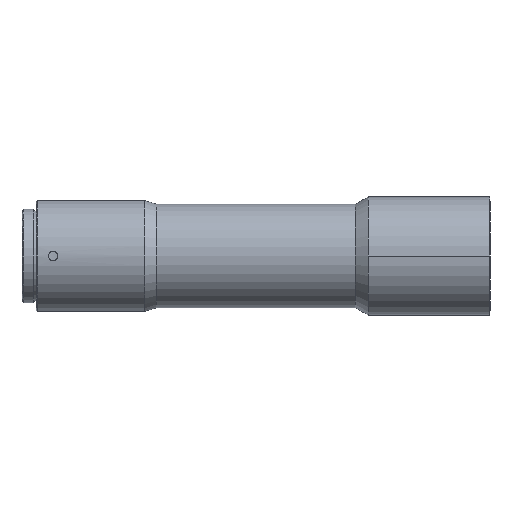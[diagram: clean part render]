
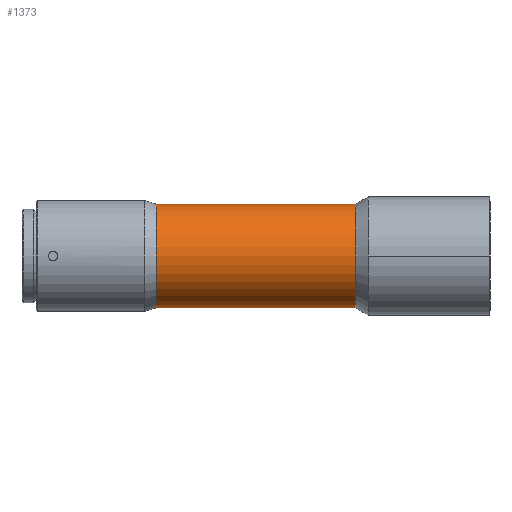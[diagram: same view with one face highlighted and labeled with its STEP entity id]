
A CAD part, front view. The second image highlights one B-rep face of the part: STEP entity #1373.
In plain terms, the highlighted cylindrical face has radius 14 mm (diameter 28 mm), a partial arc.
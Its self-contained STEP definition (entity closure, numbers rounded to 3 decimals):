
#1 = DIRECTION ( 'NONE',  ( 0., 0., 1. ) ) ;
#63 = DIRECTION ( 'NONE',  ( 0., 0., 1. ) ) ;
#65 = VECTOR ( 'NONE', #332, 1000. ) ;
#314 = AXIS2_PLACEMENT_3D ( 'NONE', #3150, #1457, #63 ) ;
#332 = DIRECTION ( 'NONE',  ( -1., 0., 0. ) ) ;
#424 = CARTESIAN_POINT ( 'NONE',  ( -23.7, 0., -14. ) ) ;
#511 = VERTEX_POINT ( 'NONE', #3275 ) ;
#644 = CIRCLE ( 'NONE', #1103, 14. ) ;
#691 = ORIENTED_EDGE ( 'NONE', *, *, #3215, .T. ) ;
#709 = LINE ( 'NONE', #2136, #65 ) ;
#796 = DIRECTION ( 'NONE',  ( -1., 0., 0. ) ) ;
#809 = CARTESIAN_POINT ( 'NONE',  ( 2.3, 0., 14. ) ) ;
#839 = EDGE_CURVE ( 'NONE', #1702, #2031, #3588, .T. ) ;
#921 = CARTESIAN_POINT ( 'NONE',  ( -23.7, 0., 14. ) ) ;
#925 = VECTOR ( 'NONE', #796, 1000. ) ;
#965 = DIRECTION ( 'NONE',  ( -1., 0., 0. ) ) ;
#1010 = ORIENTED_EDGE ( 'NONE', *, *, #4210, .T. ) ;
#1040 = ORIENTED_EDGE ( 'NONE', *, *, #3914, .F. ) ;
#1103 = AXIS2_PLACEMENT_3D ( 'NONE', #2267, #3219, #1871 ) ;
#1174 = CARTESIAN_POINT ( 'NONE',  ( -10.7, 0., -14. ) ) ;
#1344 = VERTEX_POINT ( 'NONE', #2152 ) ;
#1373 = ADVANCED_FACE ( 'NONE', ( #2936 ), #2007, .T. ) ;
#1399 = AXIS2_PLACEMENT_3D ( 'NONE', #2423, #1403, #1 ) ;
#1403 = DIRECTION ( 'NONE',  ( -1., 0., 0. ) ) ;
#1425 = CIRCLE ( 'NONE', #1399, 14. ) ;
#1457 = DIRECTION ( 'NONE',  ( -1., 0., 0. ) ) ;
#1464 = CARTESIAN_POINT ( 'NONE',  ( 11.3, 0., 14. ) ) ;
#1566 = VERTEX_POINT ( 'NONE', #809 ) ;
#1584 = LINE ( 'NONE', #1174, #2037 ) ;
#1702 = VERTEX_POINT ( 'NONE', #921 ) ;
#1788 = VECTOR ( 'NONE', #1872, 1000. ) ;
#1813 = DIRECTION ( 'NONE',  ( -1., 0., 0. ) ) ;
#1871 = DIRECTION ( 'NONE',  ( 0., 0., -1. ) ) ;
#1872 = DIRECTION ( 'NONE',  ( -1., 0., 0. ) ) ;
#1879 = LINE ( 'NONE', #3888, #3656 ) ;
#2007 = CYLINDRICAL_SURFACE ( 'NONE', #314, 14. ) ;
#2031 = VERTEX_POINT ( 'NONE', #4170 ) ;
#2037 = VECTOR ( 'NONE', #2627, 1000. ) ;
#2073 = ORIENTED_EDGE ( 'NONE', *, *, #4178, .T. ) ;
#2110 = EDGE_CURVE ( 'NONE', #3725, #2875, #709, .T. ) ;
#2136 = CARTESIAN_POINT ( 'NONE',  ( 11.3, 0., -14. ) ) ;
#2152 = CARTESIAN_POINT ( 'NONE',  ( 2.3, 0., -14. ) ) ;
#2160 = ORIENTED_EDGE ( 'NONE', *, *, #2409, .T. ) ;
#2251 = CARTESIAN_POINT ( 'NONE',  ( 11.3, 0., 14. ) ) ;
#2267 = CARTESIAN_POINT ( 'NONE',  ( 11.3, 0., 0. ) ) ;
#2373 = VECTOR ( 'NONE', #965, 1000. ) ;
#2409 = EDGE_CURVE ( 'NONE', #1566, #1702, #2587, .T. ) ;
#2423 = CARTESIAN_POINT ( 'NONE',  ( -42.622, 0., 0. ) ) ;
#2562 = ORIENTED_EDGE ( 'NONE', *, *, #3760, .F. ) ;
#2587 = LINE ( 'NONE', #2665, #2373 ) ;
#2627 = DIRECTION ( 'NONE',  ( 1., 0., 0. ) ) ;
#2665 = CARTESIAN_POINT ( 'NONE',  ( -10.7, 0., 14. ) ) ;
#2718 = ORIENTED_EDGE ( 'NONE', *, *, #839, .T. ) ;
#2721 = CARTESIAN_POINT ( 'NONE',  ( -42.622, 0., -14. ) ) ;
#2834 = VERTEX_POINT ( 'NONE', #4401 ) ;
#2875 = VERTEX_POINT ( 'NONE', #2721 ) ;
#2936 = FACE_OUTER_BOUND ( 'NONE', #4014, .T. ) ;
#3150 = CARTESIAN_POINT ( 'NONE',  ( 11.3, 0., 0. ) ) ;
#3215 = EDGE_CURVE ( 'NONE', #2834, #1566, #4533, .T. ) ;
#3219 = DIRECTION ( 'NONE',  ( -1., 0., 0. ) ) ;
#3275 = CARTESIAN_POINT ( 'NONE',  ( 11.3, 0., -14. ) ) ;
#3588 = LINE ( 'NONE', #1464, #1788 ) ;
#3656 = VECTOR ( 'NONE', #1813, 1000. ) ;
#3725 = VERTEX_POINT ( 'NONE', #424 ) ;
#3760 = EDGE_CURVE ( 'NONE', #511, #1344, #1879, .T. ) ;
#3888 = CARTESIAN_POINT ( 'NONE',  ( 11.3, 0., -14. ) ) ;
#3914 = EDGE_CURVE ( 'NONE', #2875, #2031, #1425, .T. ) ;
#4014 = EDGE_LOOP ( 'NONE', ( #2562, #2073, #691, #2160, #2718, #1040, #4270, #1010 ) ) ;
#4170 = CARTESIAN_POINT ( 'NONE',  ( -42.622, 0., 14. ) ) ;
#4178 = EDGE_CURVE ( 'NONE', #511, #2834, #644, .T. ) ;
#4210 = EDGE_CURVE ( 'NONE', #3725, #1344, #1584, .T. ) ;
#4270 = ORIENTED_EDGE ( 'NONE', *, *, #2110, .F. ) ;
#4401 = CARTESIAN_POINT ( 'NONE',  ( 11.3, 0., 14. ) ) ;
#4533 = LINE ( 'NONE', #2251, #925 ) ;
